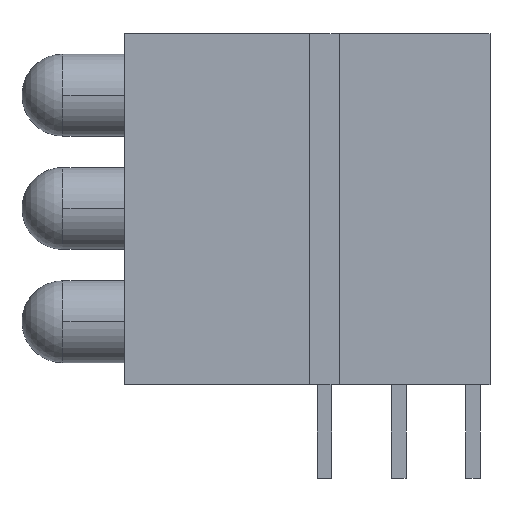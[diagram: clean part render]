
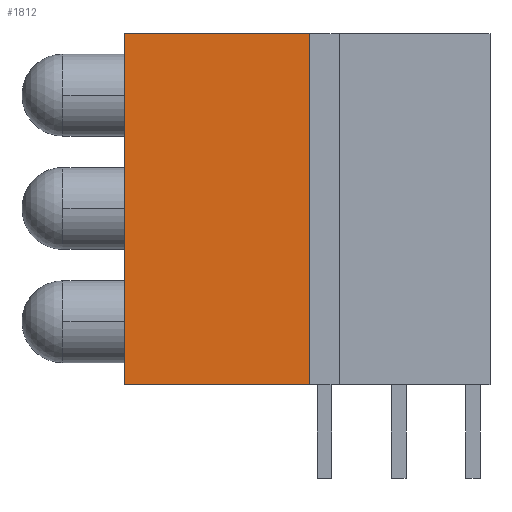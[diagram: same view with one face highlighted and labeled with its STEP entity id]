
A CAD part, front view. The second image highlights one B-rep face of the part: STEP entity #1812.
In plain terms, the highlighted planar face has unit normal (0, -1, 0).
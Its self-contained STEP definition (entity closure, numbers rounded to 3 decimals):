
#1756=CARTESIAN_POINT('',(-3.04,-2.475,12.0));
#1757=VERTEX_POINT('',#1756);
#1764=CARTESIAN_POINT('',(-3.04,-2.475,0.0));
#1765=VERTEX_POINT('',#1764);
#1766=CARTESIAN_POINT('',(-3.04,-2.475,0.0));
#1767=DIRECTION('',(0.0,0.0,1.0));
#1768=VECTOR('',#1767,12.0);
#1769=LINE('',#1766,#1768);
#1770=EDGE_CURVE('',#1765,#1757,#1769,.T.);
#1782=CARTESIAN_POINT('',(-3.04,-2.475,0.0));
#1783=DIRECTION('',(0.0,-1.0,0.0));
#1784=DIRECTION('',(0.0,0.0,-1.0));
#1785=AXIS2_PLACEMENT_3D('',#1782,#1783,#1784);
#1786=PLANE('',#1785);
#1787=CARTESIAN_POINT('',(-9.38,-2.475,12.0));
#1788=VERTEX_POINT('',#1787);
#1789=CARTESIAN_POINT('',(-3.04,-2.475,12.0));
#1790=DIRECTION('',(-1.0,0.0,0.0));
#1791=VECTOR('',#1790,6.34);
#1792=LINE('',#1789,#1791);
#1793=EDGE_CURVE('',#1757,#1788,#1792,.T.);
#1794=ORIENTED_EDGE('',*,*,#1793,.T.);
#1795=CARTESIAN_POINT('',(-9.38,-2.475,0.0));
#1796=VERTEX_POINT('',#1795);
#1797=CARTESIAN_POINT('',(-9.38,-2.475,0.0));
#1798=DIRECTION('',(0.0,0.0,1.0));
#1799=VECTOR('',#1798,12.0);
#1800=LINE('',#1797,#1799);
#1801=EDGE_CURVE('',#1796,#1788,#1800,.T.);
#1802=ORIENTED_EDGE('',*,*,#1801,.F.);
#1803=CARTESIAN_POINT('',(-9.38,-2.475,0.0));
#1804=DIRECTION('',(1.0,0.0,0.0));
#1805=VECTOR('',#1804,6.34);
#1806=LINE('',#1803,#1805);
#1807=EDGE_CURVE('',#1796,#1765,#1806,.T.);
#1808=ORIENTED_EDGE('',*,*,#1807,.T.);
#1809=ORIENTED_EDGE('',*,*,#1770,.T.);
#1810=EDGE_LOOP('',(#1794,#1802,#1808,#1809));
#1811=FACE_OUTER_BOUND('',#1810,.T.);
#1812=ADVANCED_FACE('',(#1811),#1786,.T.);
